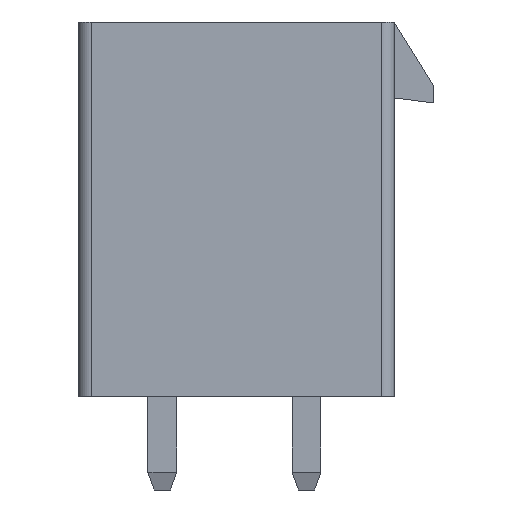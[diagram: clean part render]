
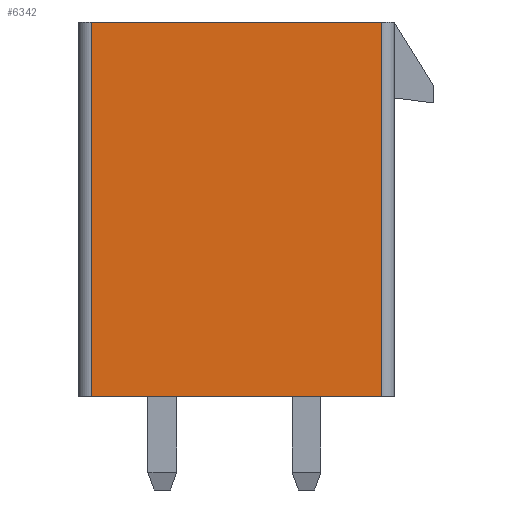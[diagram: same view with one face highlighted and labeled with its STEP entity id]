
A CAD part, left-side view. The second image highlights one B-rep face of the part: STEP entity #6342.
In plain terms, the highlighted face is planar.
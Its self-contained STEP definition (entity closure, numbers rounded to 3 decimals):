
#453=ORIENTED_EDGE('',*,*,#1614,.F.);
#454=ORIENTED_EDGE('',*,*,#1506,.F.);
#455=ORIENTED_EDGE('',*,*,#1615,.T.);
#456=ORIENTED_EDGE('',*,*,#1512,.T.);
#1506=EDGE_CURVE('',#2105,#2106,#2536,.T.);
#1512=EDGE_CURVE('',#2108,#2111,#2539,.T.);
#1614=EDGE_CURVE('',#2106,#2111,#2641,.T.);
#1615=EDGE_CURVE('',#2105,#2108,#2642,.T.);
#2105=VERTEX_POINT('',#8321);
#2106=VERTEX_POINT('',#8323);
#2108=VERTEX_POINT('',#8329);
#2111=VERTEX_POINT('',#8334);
#2536=LINE('',#8322,#3138);
#2539=LINE('',#8335,#3141);
#2641=LINE('',#8536,#3243);
#2642=LINE('',#8537,#3244);
#3138=VECTOR('',#7076,1000.);
#3141=VECTOR('',#7087,1000.);
#3243=VECTOR('',#7263,1000.);
#3244=VECTOR('',#7264,1000.);
#3698=EDGE_LOOP('',(#453,#454,#455,#456));
#3981=FACE_BOUND('',#3698,.T.);
#4257=PLANE('',#6625);
#6342=ADVANCED_FACE('',(#3981),#4257,.T.);
#6625=AXIS2_PLACEMENT_3D('',#8535,#7261,#7262);
#7076=DIRECTION('',(0.,-1.,0.));
#7087=DIRECTION('',(0.,-1.,0.));
#7261=DIRECTION('',(1.,0.,0.));
#7262=DIRECTION('',(0.,0.,-1.));
#7263=DIRECTION('',(0.,0.,1.));
#7264=DIRECTION('',(0.,0.,1.));
#8321=CARTESIAN_POINT('',(6.025,14.8,-5.74));
#8322=CARTESIAN_POINT('',(6.025,14.8,-5.74));
#8323=CARTESIAN_POINT('',(6.025,0.,-5.74));
#8329=CARTESIAN_POINT('',(6.025,14.8,5.74));
#8334=CARTESIAN_POINT('',(6.025,0.,5.74));
#8335=CARTESIAN_POINT('',(6.025,14.8,5.74));
#8535=CARTESIAN_POINT('',(6.025,14.8,-6.24));
#8536=CARTESIAN_POINT('',(6.025,0.,-6.24));
#8537=CARTESIAN_POINT('',(6.025,14.8,-6.24));
